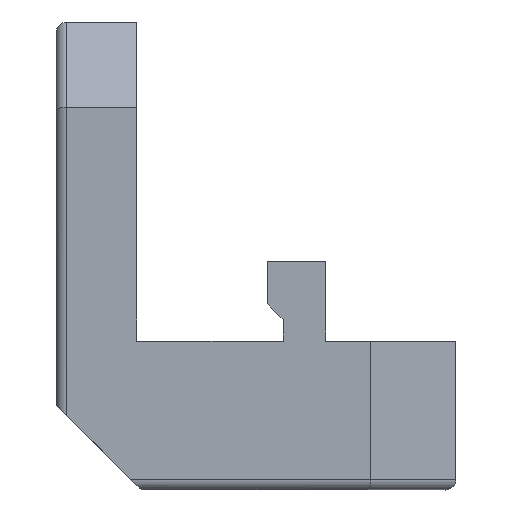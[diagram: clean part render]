
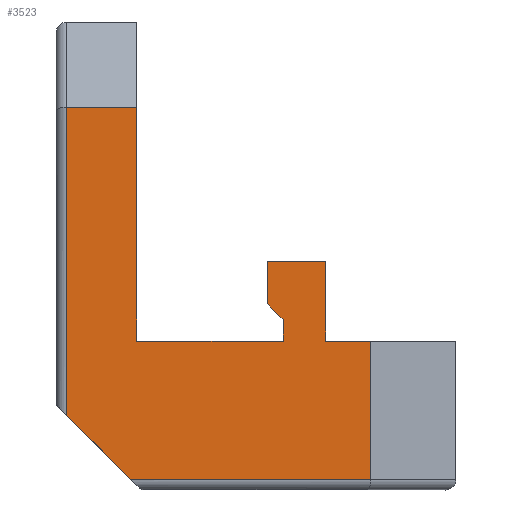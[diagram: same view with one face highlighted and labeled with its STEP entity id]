
A CAD part, left-side view. The second image highlights one B-rep face of the part: STEP entity #3523.
In plain terms, the highlighted planar face has unit normal (-1, 0, 0).
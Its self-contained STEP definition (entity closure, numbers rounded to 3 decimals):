
#20 = VECTOR ( 'NONE', #1313, 1000. ) ;
#27 = CARTESIAN_POINT ( 'NONE',  ( 0., 5.4, -12.6 ) ) ;
#55 = CARTESIAN_POINT ( 'NONE',  ( 0., -4.525, -5.85 ) ) ;
#163 = VECTOR ( 'NONE', #4166, 1000. ) ;
#193 = ORIENTED_EDGE ( 'NONE', *, *, #2540, .T. ) ;
#218 = VECTOR ( 'NONE', #2360, 1000. ) ;
#297 = VECTOR ( 'NONE', #3485, 1000. ) ;
#351 = VERTEX_POINT ( 'NONE', #4866 ) ;
#365 = VECTOR ( 'NONE', #1154, 1000. ) ;
#442 = FACE_OUTER_BOUND ( 'NONE', #4072, .T. ) ;
#470 = VECTOR ( 'NONE', #4444, 1000. ) ;
#554 = CARTESIAN_POINT ( 'NONE',  ( 0., 4.9, -13.1 ) ) ;
#656 = CARTESIAN_POINT ( 'NONE',  ( 0., 1.6, -9.6 ) ) ;
#677 = ORIENTED_EDGE ( 'NONE', *, *, #3773, .T. ) ;
#720 = LINE ( 'NONE', #2384, #1767 ) ;
#728 = LINE ( 'NONE', #1972, #2287 ) ;
#794 = DIRECTION ( 'NONE',  ( 0., 0., -1. ) ) ;
#817 = VERTEX_POINT ( 'NONE', #4119 ) ;
#877 = ORIENTED_EDGE ( 'NONE', *, *, #2783, .T. ) ;
#959 = VERTEX_POINT ( 'NONE', #2994 ) ;
#1025 = VERTEX_POINT ( 'NONE', #5274 ) ;
#1070 = ORIENTED_EDGE ( 'NONE', *, *, #1781, .T. ) ;
#1104 = ORIENTED_EDGE ( 'NONE', *, *, #4905, .T. ) ;
#1123 = VERTEX_POINT ( 'NONE', #1535 ) ;
#1154 = DIRECTION ( 'NONE',  ( 0., 0., 1. ) ) ;
#1160 = DIRECTION ( 'NONE',  ( 0., 0., 1. ) ) ;
#1210 = CARTESIAN_POINT ( 'NONE',  ( 0., -9.4, -16.1 ) ) ;
#1313 = DIRECTION ( 'NONE',  ( 0., -1., 0. ) ) ;
#1337 = ORIENTED_EDGE ( 'NONE', *, *, #3948, .T. ) ;
#1344 = VERTEX_POINT ( 'NONE', #2163 ) ;
#1472 = CARTESIAN_POINT ( 'NONE',  ( 0., 1.6, 1.4 ) ) ;
#1535 = CARTESIAN_POINT ( 'NONE',  ( 0., -9.4, -9.6 ) ) ;
#1562 = CARTESIAN_POINT ( 'NONE',  ( 0., 4.9, 1.4 ) ) ;
#1622 = ORIENTED_EDGE ( 'NONE', *, *, #2072, .T. ) ;
#1630 = ORIENTED_EDGE ( 'NONE', *, *, #4580, .F. ) ;
#1640 = CARTESIAN_POINT ( 'NONE',  ( 0., 4.9, -16.6 ) ) ;
#1710 = EDGE_CURVE ( 'NONE', #3974, #1344, #2519, .T. ) ;
#1717 = DIRECTION ( 'NONE',  ( 0., 0., -1. ) ) ;
#1767 = VECTOR ( 'NONE', #4858, 1000. ) ;
#1781 = EDGE_CURVE ( 'NONE', #2449, #2612, #4999, .T. ) ;
#1915 = CARTESIAN_POINT ( 'NONE',  ( 0., -9.4, -16.6 ) ) ;
#1929 = CARTESIAN_POINT ( 'NONE',  ( 0., 1.6, -16.6 ) ) ;
#1972 = CARTESIAN_POINT ( 'NONE',  ( 0., -5.275, -9.6 ) ) ;
#2072 = EDGE_CURVE ( 'NONE', #2123, #3947, #4516, .T. ) ;
#2114 = PLANE ( 'NONE',  #5181 ) ;
#2123 = VERTEX_POINT ( 'NONE', #2853 ) ;
#2132 = LINE ( 'NONE', #3399, #20 ) ;
#2145 = VERTEX_POINT ( 'NONE', #1210 ) ;
#2163 = CARTESIAN_POINT ( 'NONE',  ( 0., -4.525, -7.85 ) ) ;
#2287 = VECTOR ( 'NONE', #1160, 1000. ) ;
#2313 = VERTEX_POINT ( 'NONE', #4786 ) ;
#2347 = DIRECTION ( 'NONE',  ( 0., 1., 0. ) ) ;
#2360 = DIRECTION ( 'NONE',  ( 0., 0., -1. ) ) ;
#2384 = CARTESIAN_POINT ( 'NONE',  ( 0., 1.6, -9.6 ) ) ;
#2420 = DIRECTION ( 'NONE',  ( 0., 0., 1. ) ) ;
#2445 = LINE ( 'NONE', #2885, #4039 ) ;
#2449 = VERTEX_POINT ( 'NONE', #1562 ) ;
#2463 = EDGE_CURVE ( 'NONE', #1025, #817, #2823, .T. ) ;
#2475 = DIRECTION ( 'NONE',  ( 0., -1., 0. ) ) ;
#2507 = VECTOR ( 'NONE', #794, 1000. ) ;
#2519 = LINE ( 'NONE', #3700, #163 ) ;
#2540 = EDGE_CURVE ( 'NONE', #2612, #959, #2628, .T. ) ;
#2612 = VERTEX_POINT ( 'NONE', #554 ) ;
#2628 = LINE ( 'NONE', #27, #297 ) ;
#2686 = ORIENTED_EDGE ( 'NONE', *, *, #1710, .F. ) ;
#2733 = LINE ( 'NONE', #656, #470 ) ;
#2757 = CARTESIAN_POINT ( 'NONE',  ( 0., 1.6, 1.4 ) ) ;
#2783 = EDGE_CURVE ( 'NONE', #2313, #2123, #2733, .T. ) ;
#2816 = ORIENTED_EDGE ( 'NONE', *, *, #5060, .T. ) ;
#2823 = LINE ( 'NONE', #4158, #218 ) ;
#2853 = CARTESIAN_POINT ( 'NONE',  ( 0., 1.6, -9.6 ) ) ;
#2885 = CARTESIAN_POINT ( 'NONE',  ( 0., -7.275, -5.85 ) ) ;
#2973 = EDGE_CURVE ( 'NONE', #351, #1025, #2445, .T. ) ;
#2994 = CARTESIAN_POINT ( 'NONE',  ( 0., 1.9, -16.1 ) ) ;
#3200 = CARTESIAN_POINT ( 'NONE',  ( 0., -5.275, -8.6 ) ) ;
#3381 = DIRECTION ( 'NONE',  ( 1., 0., 0. ) ) ;
#3399 = CARTESIAN_POINT ( 'NONE',  ( 0., 1.6, -16.1 ) ) ;
#3418 = VECTOR ( 'NONE', #1717, 1000. ) ;
#3485 = DIRECTION ( 'NONE',  ( 0., -0.707, -0.707 ) ) ;
#3523 = ADVANCED_FACE ( 'NONE', ( #442 ), #2114, .F. ) ;
#3700 = CARTESIAN_POINT ( 'NONE',  ( 0., -4.525, -7.85 ) ) ;
#3773 = EDGE_CURVE ( 'NONE', #351, #1344, #3890, .T. ) ;
#3791 = CARTESIAN_POINT ( 'NONE',  ( 0., 1.6, -16.6 ) ) ;
#3854 = VECTOR ( 'NONE', #2347, 1000. ) ;
#3890 = LINE ( 'NONE', #55, #3418 ) ;
#3930 = ORIENTED_EDGE ( 'NONE', *, *, #2973, .F. ) ;
#3947 = VERTEX_POINT ( 'NONE', #2757 ) ;
#3948 = EDGE_CURVE ( 'NONE', #3947, #2449, #4445, .T. ) ;
#3974 = VERTEX_POINT ( 'NONE', #3200 ) ;
#4039 = VECTOR ( 'NONE', #2475, 1000. ) ;
#4072 = EDGE_LOOP ( 'NONE', ( #1337, #1070, #193, #2816, #5098, #1104, #4863, #3930, #677, #2686, #1630, #877, #1622 ) ) ;
#4119 = CARTESIAN_POINT ( 'NONE',  ( 0., -7.275, -9.6 ) ) ;
#4158 = CARTESIAN_POINT ( 'NONE',  ( 0., -7.275, -5.85 ) ) ;
#4166 = DIRECTION ( 'NONE',  ( 0., 0.707, 0.707 ) ) ;
#4429 = LINE ( 'NONE', #1915, #365 ) ;
#4444 = DIRECTION ( 'NONE',  ( 0., 1., 0. ) ) ;
#4445 = LINE ( 'NONE', #1472, #3854 ) ;
#4516 = LINE ( 'NONE', #1929, #4917 ) ;
#4580 = EDGE_CURVE ( 'NONE', #2313, #3974, #728, .T. ) ;
#4786 = CARTESIAN_POINT ( 'NONE',  ( 0., -5.275, -9.6 ) ) ;
#4858 = DIRECTION ( 'NONE',  ( 0., 1., 0. ) ) ;
#4863 = ORIENTED_EDGE ( 'NONE', *, *, #2463, .F. ) ;
#4866 = CARTESIAN_POINT ( 'NONE',  ( 0., -4.525, -5.85 ) ) ;
#4869 = EDGE_CURVE ( 'NONE', #2145, #1123, #4429, .T. ) ;
#4905 = EDGE_CURVE ( 'NONE', #1123, #817, #720, .T. ) ;
#4917 = VECTOR ( 'NONE', #2420, 1000. ) ;
#4999 = LINE ( 'NONE', #1640, #2507 ) ;
#5056 = DIRECTION ( 'NONE',  ( 0., -1., 0. ) ) ;
#5060 = EDGE_CURVE ( 'NONE', #959, #2145, #2132, .T. ) ;
#5098 = ORIENTED_EDGE ( 'NONE', *, *, #4869, .T. ) ;
#5181 = AXIS2_PLACEMENT_3D ( 'NONE', #3791, #3381, #5056 ) ;
#5274 = CARTESIAN_POINT ( 'NONE',  ( 0., -7.275, -5.85 ) ) ;
